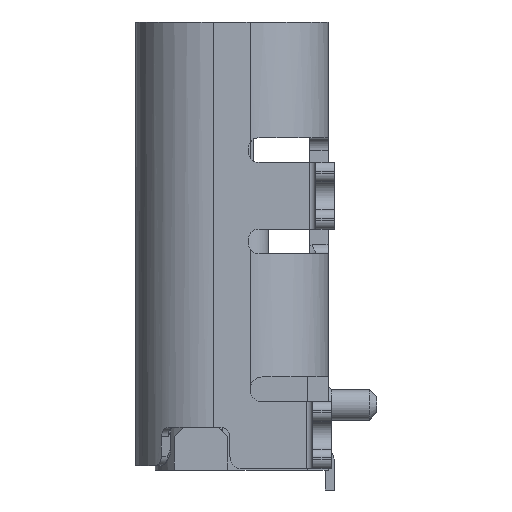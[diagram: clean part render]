
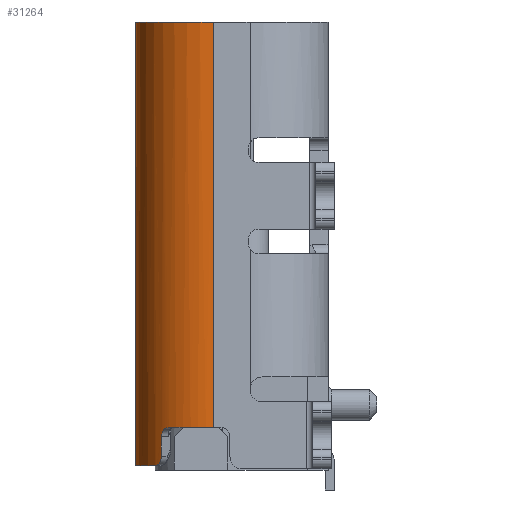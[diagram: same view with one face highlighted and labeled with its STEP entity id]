
A CAD part, left-side view. The second image highlights one B-rep face of the part: STEP entity #31264.
In plain terms, the highlighted cylindrical face has radius 1.28 mm (diameter 2.56 mm), a partial arc.
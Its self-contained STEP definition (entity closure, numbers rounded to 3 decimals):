
#640 = CARTESIAN_POINT ( 'NONE',  ( 4.47, 0.384, -4.258 ) ) ;
#810 = CARTESIAN_POINT ( 'NONE',  ( 4.403, 0.717, -4.258 ) ) ;
#1713 = CARTESIAN_POINT ( 'NONE',  ( 4.143, 1.155, -3.783 ) ) ;
#2674 = EDGE_CURVE ( 'NONE', #3222, #8668, #28700, .T. ) ;
#3222 = VERTEX_POINT ( 'NONE', #3802 ) ;
#3306 = CARTESIAN_POINT ( 'NONE',  ( 4.37, 0.795, -4.258 ) ) ;
#3690 = ORIENTED_EDGE ( 'NONE', *, *, #25941, .F. ) ;
#3737 = CARTESIAN_POINT ( 'NONE',  ( 4.031, 1.265, -3.633 ) ) ;
#3802 = CARTESIAN_POINT ( 'NONE',  ( 4.143, 1.155, -4.108 ) ) ;
#4141 = ORIENTED_EDGE ( 'NONE', *, *, #23732, .T. ) ;
#4192 = CARTESIAN_POINT ( 'NONE',  ( 4.237, 1.036, -4.258 ) ) ;
#4196 = CARTESIAN_POINT ( 'NONE',  ( 4.37, 0.795, -4.258 ) ) ;
#4223 = CARTESIAN_POINT ( 'NONE',  ( 4.101, 1.199, -3.664 ) ) ;
#4287 = CARTESIAN_POINT ( 'NONE',  ( 3.19, 0.3, -6.108 ) ) ;
#4693 = VERTEX_POINT ( 'NONE', #11087 ) ;
#4699 = ORIENTED_EDGE ( 'NONE', *, *, #26918, .T. ) ;
#4752 = CARTESIAN_POINT ( 'NONE',  ( 4.445, 0.552, -4.258 ) ) ;
#5084 = CIRCLE ( 'NONE', #32248, 1.28 ) ;
#5594 = CIRCLE ( 'NONE', #15179, 1.28 ) ;
#5950 = DIRECTION ( 'NONE',  ( 0., 0., -1. ) ) ;
#6372 = DIRECTION ( 'NONE',  ( 0., 0., -1. ) ) ;
#6450 = EDGE_LOOP ( 'NONE', ( #11823, #12451, #18022, #4141, #28277, #3690, #4699, #24714, #23058, #32304 ) ) ;
#6562 = CARTESIAN_POINT ( 'NONE',  ( 4.049, 1.249, -3.635 ) ) ;
#6866 = CARTESIAN_POINT ( 'NONE',  ( 4.335, 0.88, -4.258 ) ) ;
#7060 = CARTESIAN_POINT ( 'NONE',  ( 4.133, 1.165, -3.721 ) ) ;
#7118 = DIRECTION ( 'NONE',  ( 0., 0., -1. ) ) ;
#7741 = CARTESIAN_POINT ( 'NONE',  ( 4.237, 1.036, -4.258 ) ) ;
#8099 = B_SPLINE_CURVE_WITH_KNOTS ( 'NONE', 3,
 ( #3306, #810, #10967, #4752 ),
 .UNSPECIFIED., .F., .F.,
 ( 4, 4 ),
 ( 0., 1. ),
 .UNSPECIFIED. ) ;
#8668 = VERTEX_POINT ( 'NONE', #16904 ) ;
#8702 = VERTEX_POINT ( 'NONE', #4196 ) ;
#8987 = VECTOR ( 'NONE', #23994, 1000. ) ;
#9043 = CARTESIAN_POINT ( 'NONE',  ( 4.37, 0.795, -4.258 ) ) ;
#9364 = LINE ( 'NONE', #19591, #30116 ) ;
#9368 = CARTESIAN_POINT ( 'NONE',  ( 4.106, 1.194, -3.669 ) ) ;
#9689 = CARTESIAN_POINT ( 'NONE',  ( 4.127, 1.172, -3.703 ) ) ;
#10156 = CARTESIAN_POINT ( 'NONE',  ( 4.445, 0.552, -4.258 ) ) ;
#10217 = CARTESIAN_POINT ( 'NONE',  ( 4.192, 1.096, -4.24 ) ) ;
#10307 = B_SPLINE_CURVE_WITH_KNOTS ( 'NONE', 3,
 ( #4192, #29222, #6866, #9043 ),
 .UNSPECIFIED., .F., .F.,
 ( 4, 4 ),
 ( 0., 1. ),
 .UNSPECIFIED. ) ;
#10793 = EDGE_CURVE ( 'NONE', #8702, #21957, #8099, .T. ) ;
#10967 = CARTESIAN_POINT ( 'NONE',  ( 4.428, 0.635, -4.258 ) ) ;
#11087 = CARTESIAN_POINT ( 'NONE',  ( 4.143, 1.155, -3.783 ) ) ;
#11088 = LINE ( 'NONE', #26306, #8987 ) ;
#11189 = CARTESIAN_POINT ( 'NONE',  ( 3.19, 0.3, -3.633 ) ) ;
#11823 = ORIENTED_EDGE ( 'NONE', *, *, #29655, .T. ) ;
#12043 = CARTESIAN_POINT ( 'NONE',  ( 4.137, 1.161, -3.736 ) ) ;
#12216 = CARTESIAN_POINT ( 'NONE',  ( 4.121, 1.178, -3.69 ) ) ;
#12451 = ORIENTED_EDGE ( 'NONE', *, *, #10793, .T. ) ;
#13917 = CARTESIAN_POINT ( 'NONE',  ( 4.065, 1.234, -3.64 ) ) ;
#14160 = EDGE_CURVE ( 'NONE', #21957, #27806, #26259, .T. ) ;
#14923 = CARTESIAN_POINT ( 'NONE',  ( 4.094, 1.206, -3.657 ) ) ;
#15077 = CARTESIAN_POINT ( 'NONE',  ( 4.129, 1.17, -3.707 ) ) ;
#15088 = CARTESIAN_POINT ( 'NONE',  ( 4.143, 1.155, -6.108 ) ) ;
#15179 = AXIS2_PLACEMENT_3D ( 'NONE', #18342, #5950, #28444 ) ;
#16904 = CARTESIAN_POINT ( 'NONE',  ( 4.237, 1.036, -4.258 ) ) ;
#17149 = EDGE_CURVE ( 'NONE', #4693, #3222, #18113, .T. ) ;
#17258 = CARTESIAN_POINT ( 'NONE',  ( 4.108, 1.192, -3.671 ) ) ;
#17783 = CARTESIAN_POINT ( 'NONE',  ( 4.154, 1.142, -4.186 ) ) ;
#17913 = DIRECTION ( 'NONE',  ( 0., 0., -1. ) ) ;
#18014 = CARTESIAN_POINT ( 'NONE',  ( 4.445, 0.552, -4.258 ) ) ;
#18022 = ORIENTED_EDGE ( 'NONE', *, *, #14160, .T. ) ;
#18113 = LINE ( 'NONE', #15088, #25280 ) ;
#18342 = CARTESIAN_POINT ( 'NONE',  ( 3.19, 0.3, -10.908 ) ) ;
#19173 = CARTESIAN_POINT ( 'NONE',  ( 3.19, 1.58, -3.633 ) ) ;
#19591 = CARTESIAN_POINT ( 'NONE',  ( 3.19, 1.58, -4.258 ) ) ;
#19594 = CARTESIAN_POINT ( 'NONE',  ( 4.132, 1.167, -3.715 ) ) ;
#19905 = VERTEX_POINT ( 'NONE', #24020 ) ;
#19926 = CARTESIAN_POINT ( 'NONE',  ( 3.19, 1.58, -10.908 ) ) ;
#20158 = FACE_OUTER_BOUND ( 'NONE', #6450, .T. ) ;
#20452 = CARTESIAN_POINT ( 'NONE',  ( 4.21, 1.074, -4.25 ) ) ;
#20621 = CARTESIAN_POINT ( 'NONE',  ( 4.145, 1.152, -4.154 ) ) ;
#20667 = AXIS2_PLACEMENT_3D ( 'NONE', #4287, #7118, #27462 ) ;
#20846 = CARTESIAN_POINT ( 'NONE',  ( 4.47, 0.3, -4.258 ) ) ;
#21863 = CARTESIAN_POINT ( 'NONE',  ( 4.47, 0.3, -4.258 ) ) ;
#21957 = VERTEX_POINT ( 'NONE', #10156 ) ;
#23058 = ORIENTED_EDGE ( 'NONE', *, *, #17149, .T. ) ;
#23170 = CARTESIAN_POINT ( 'NONE',  ( 4.031, 1.265, -3.633 ) ) ;
#23665 = B_SPLINE_CURVE_WITH_KNOTS ( 'NONE', 3,
 ( #3737, #6562, #13917, #32088, #14923, #4223, #9368, #17258, #30229, #12216, #9689, #15077, #19594, #7060, #12043, #29738, #1713 ),
 .UNSPECIFIED., .F., .F.,
 ( 4, 2, 1, 2, 2, 2, 2, 2, 4 ),
 ( 0., 0.25, 0.375, 0.437, 0.5, 0.625, 0.687, 0.75, 1. ),
 .UNSPECIFIED. ) ;
#23732 = EDGE_CURVE ( 'NONE', #27806, #19905, #11088, .T. ) ;
#23994 = DIRECTION ( 'NONE',  ( 0., 0., -1. ) ) ;
#24020 = CARTESIAN_POINT ( 'NONE',  ( 4.47, 0.3, -10.908 ) ) ;
#24113 = VERTEX_POINT ( 'NONE', #19926 ) ;
#24667 = CYLINDRICAL_SURFACE ( 'NONE', #20667, 1.28 ) ;
#24714 = ORIENTED_EDGE ( 'NONE', *, *, #26555, .T. ) ;
#25258 = DIRECTION ( 'NONE',  ( 0., 0., -1. ) ) ;
#25280 = VECTOR ( 'NONE', #25258, 1000. ) ;
#25447 = CARTESIAN_POINT ( 'NONE',  ( 4.143, 1.155, -4.108 ) ) ;
#25941 = EDGE_CURVE ( 'NONE', #29077, #24113, #9364, .T. ) ;
#26219 = EDGE_CURVE ( 'NONE', #24113, #19905, #5594, .T. ) ;
#26259 = B_SPLINE_CURVE_WITH_KNOTS ( 'NONE', 3,
 ( #18014, #30977, #640, #20846 ),
 .UNSPECIFIED., .F., .F.,
 ( 4, 4 ),
 ( 0., 1. ),
 .UNSPECIFIED. ) ;
#26306 = CARTESIAN_POINT ( 'NONE',  ( 4.47, 0.3, -6.108 ) ) ;
#26555 = EDGE_CURVE ( 'NONE', #30261, #4693, #23665, .T. ) ;
#26918 = EDGE_CURVE ( 'NONE', #29077, #30261, #5084, .T. ) ;
#27462 = DIRECTION ( 'NONE',  ( -1., 0., 0. ) ) ;
#27806 = VERTEX_POINT ( 'NONE', #21863 ) ;
#27905 = CARTESIAN_POINT ( 'NONE',  ( 4.182, 1.109, -4.23 ) ) ;
#28277 = ORIENTED_EDGE ( 'NONE', *, *, #26219, .F. ) ;
#28444 = DIRECTION ( 'NONE',  ( -1., 0., 0. ) ) ;
#28700 = B_SPLINE_CURVE_WITH_KNOTS ( 'NONE', 3,
 ( #25447, #20621, #17783, #27905, #10217, #20452, #30583, #7741 ),
 .UNSPECIFIED., .F., .F.,
 ( 4, 2, 2, 4 ),
 ( 0., 0.5, 0.75, 1. ),
 .UNSPECIFIED. ) ;
#29077 = VERTEX_POINT ( 'NONE', #19173 ) ;
#29222 = CARTESIAN_POINT ( 'NONE',  ( 4.29, 0.961, -4.258 ) ) ;
#29655 = EDGE_CURVE ( 'NONE', #8668, #8702, #10307, .T. ) ;
#29738 = CARTESIAN_POINT ( 'NONE',  ( 4.14, 1.158, -3.756 ) ) ;
#30116 = VECTOR ( 'NONE', #17913, 1000. ) ;
#30229 = CARTESIAN_POINT ( 'NONE',  ( 4.116, 1.183, -3.683 ) ) ;
#30261 = VERTEX_POINT ( 'NONE', #23170 ) ;
#30583 = CARTESIAN_POINT ( 'NONE',  ( 4.222, 1.058, -4.254 ) ) ;
#30977 = CARTESIAN_POINT ( 'NONE',  ( 4.462, 0.469, -4.258 ) ) ;
#31213 = DIRECTION ( 'NONE',  ( -1., 0., 0. ) ) ;
#31264 = ADVANCED_FACE ( 'NONE', ( #20158 ), #24667, .T. ) ;
#32088 = CARTESIAN_POINT ( 'NONE',  ( 4.085, 1.215, -3.651 ) ) ;
#32248 = AXIS2_PLACEMENT_3D ( 'NONE', #11189, #6372, #31213 ) ;
#32304 = ORIENTED_EDGE ( 'NONE', *, *, #2674, .T. ) ;
